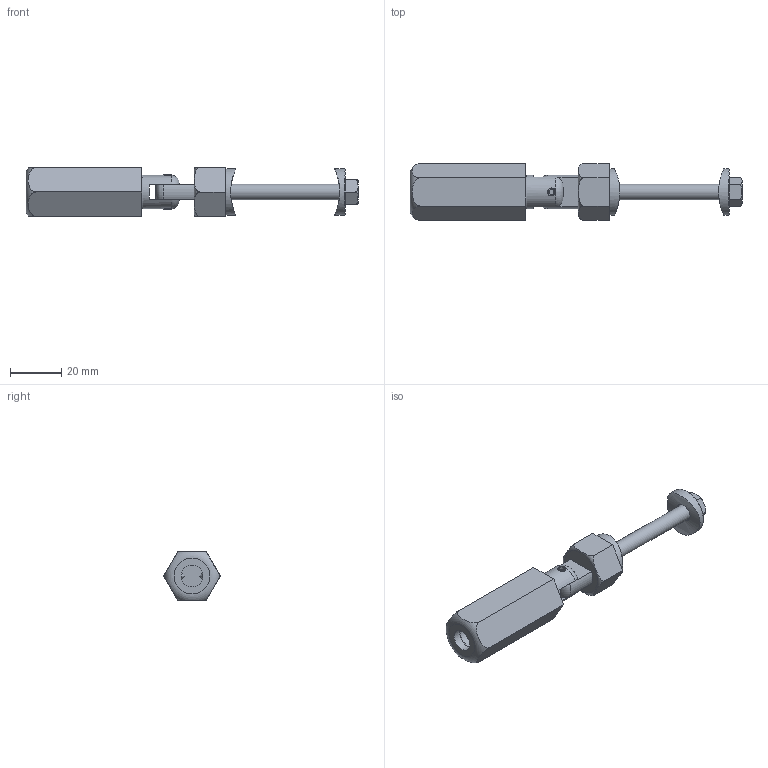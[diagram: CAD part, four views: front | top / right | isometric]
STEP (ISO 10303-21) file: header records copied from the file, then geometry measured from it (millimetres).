
FILE_DESCRIPTION (( 'STEP AP203' ), '1' );
FILE_NAME ('100054008.step', '2023-11-03T12:37:16', ( '' ), ( '' ), 'SwSTEP 2.0', 'SolidWorks 2018', '' );
FILE_SCHEMA (( 'CONFIG_CONTROL_DESIGN' ));
Length unit declared in the file: millimetre
Products named in the file (9): 10005400X Teil7_100054x04 Teil7; 10005400X Teil6_100054008 Teil6; 10005400X Teil8_100054x08 Teil8; 10005400X Teil3_100054x08 Teil3; 10005400X Teil1_100054x08 Teil1; 10005400X Teil4_100054008 Teil4; 10005400X Teil5_100054x08 Teil5; 10005400X Teil2_100054x08 Teil2; 100054008
Assembly tree (11 placements, depth 2):
  100054008
    10005400X Teil2_100054x08 Teil2
    10005400X Teil7_100054x04 Teil7  x3
    10005400X Teil1_100054x08 Teil1
    10005400X Teil3_100054x08 Teil3
    10005400X Teil4_100054008 Teil4
    10005400X Teil8_100054x08 Teil8
    10005400X Teil6_100054008 Teil6  x2
    10005400X Teil5_100054x08 Teil5
Bounding box: 129.12 x 21.94 x 19 mm (x, y, z)
Volume: 19450.7 mm3; surface area: 13652 mm2
Topology: 11 solids, 11 shells, 345 faces, 865 edges, 573 vertices
Faces by surface type: plane 174, bspline 118, cylinder 28, cone 18, torus 7
Full cylindrical faces by diameter (mm): 2 x2, 3 x1, 3.1 x2, 3.2 x1, 4.2 x3, 5 x4, 6 x1, 7 x2, 8.5 x1, 9 x1, 13 x1, 14 x3, 18 x2
Entity records: 18668 total; most frequent: CARTESIAN_POINT 10991, ORIENTED_EDGE 1510, DIRECTION 965, EDGE_CURVE 755, VERTEX_POINT 520, VECTOR 425, LINE 425, EDGE_LOOP 403
